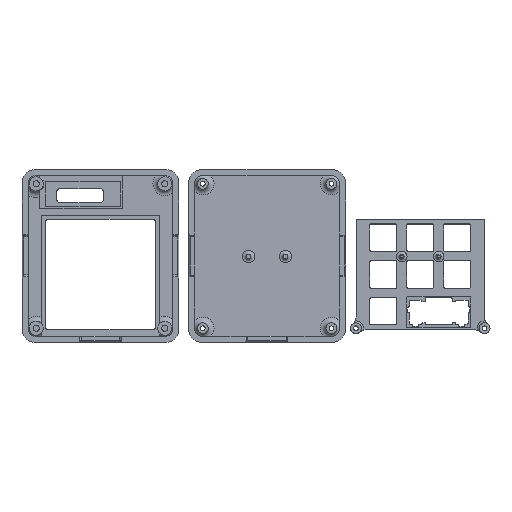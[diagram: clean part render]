
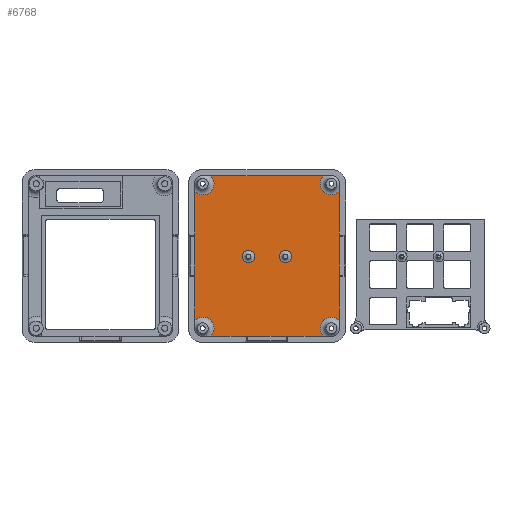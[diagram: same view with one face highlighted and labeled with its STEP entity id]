
A CAD part, top view. The second image highlights one B-rep face of the part: STEP entity #6768.
In plain terms, the highlighted planar face has unit normal (0, 0, 1).
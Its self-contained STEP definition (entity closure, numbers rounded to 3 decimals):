
#137=FACE_BOUND('',#933,.T.);
#138=FACE_BOUND('',#934,.T.);
#194=PLANE('',#7215);
#535=FACE_OUTER_BOUND('',#932,.T.);
#932=EDGE_LOOP('',(#4728,#4729,#4730,#4731,#4732,#4733,#4734,#4735,#4736,
#4737));
#933=EDGE_LOOP('',(#4738));
#934=EDGE_LOOP('',(#4739));
#1343=LINE('',#9850,#1961);
#1345=LINE('',#9876,#1963);
#1353=LINE('',#9925,#1971);
#1355=LINE('',#9954,#1973);
#1961=VECTOR('',#7840,10.);
#1963=VECTOR('',#7844,10.);
#1971=VECTOR('',#7862,10.);
#1973=VECTOR('',#7866,10.);
#2593=CIRCLE('',#7171,5.8);
#2594=CIRCLE('',#7172,5.8);
#2597=CIRCLE('',#7177,5.8);
#2598=CIRCLE('',#7178,5.8);
#2601=CIRCLE('',#7183,5.8);
#2604=CIRCLE('',#7188,5.8);
#2615=CIRCLE('',#7212,3.2);
#2617=CIRCLE('',#7216,3.2);
#2889=VERTEX_POINT('',#9838);
#2890=VERTEX_POINT('',#9849);
#2892=VERTEX_POINT('',#9864);
#2893=VERTEX_POINT('',#9875);
#2906=VERTEX_POINT('',#9915);
#2907=VERTEX_POINT('',#9924);
#2910=VERTEX_POINT('',#9942);
#2911=VERTEX_POINT('',#9953);
#2926=VERTEX_POINT('',#10008);
#2928=VERTEX_POINT('',#10017);
#2946=VERTEX_POINT('',#10112);
#2948=VERTEX_POINT('',#10120);
#3546=EDGE_CURVE('',#2889,#2890,#1343,.F.);
#3550=EDGE_CURVE('',#2892,#2893,#1345,.T.);
#3565=EDGE_CURVE('',#2906,#2907,#1353,.T.);
#3570=EDGE_CURVE('',#2910,#2911,#1355,.F.);
#3592=EDGE_CURVE('',#2926,#2910,#2593,.T.);
#3593=EDGE_CURVE('',#2890,#2926,#2594,.T.);
#3597=EDGE_CURVE('',#2928,#2889,#2597,.T.);
#3599=EDGE_CURVE('',#2893,#2928,#2598,.T.);
#3603=EDGE_CURVE('',#2907,#2892,#2601,.T.);
#3608=EDGE_CURVE('',#2911,#2906,#2604,.T.);
#3635=EDGE_CURVE('',#2946,#2946,#2615,.T.);
#3638=EDGE_CURVE('',#2948,#2948,#2617,.T.);
#4728=ORIENTED_EDGE('',*,*,#3608,.F.);
#4729=ORIENTED_EDGE('',*,*,#3570,.F.);
#4730=ORIENTED_EDGE('',*,*,#3592,.F.);
#4731=ORIENTED_EDGE('',*,*,#3593,.F.);
#4732=ORIENTED_EDGE('',*,*,#3546,.F.);
#4733=ORIENTED_EDGE('',*,*,#3597,.F.);
#4734=ORIENTED_EDGE('',*,*,#3599,.F.);
#4735=ORIENTED_EDGE('',*,*,#3550,.F.);
#4736=ORIENTED_EDGE('',*,*,#3603,.F.);
#4737=ORIENTED_EDGE('',*,*,#3565,.F.);
#4738=ORIENTED_EDGE('',*,*,#3635,.F.);
#4739=ORIENTED_EDGE('',*,*,#3638,.F.);
#6768=ADVANCED_FACE('',(#535,#137,#138),#194,.T.);
#7171=AXIS2_PLACEMENT_3D('',#10010,#7921,#7922);
#7172=AXIS2_PLACEMENT_3D('',#10011,#7923,#7924);
#7177=AXIS2_PLACEMENT_3D('',#10019,#7934,#7935);
#7178=AXIS2_PLACEMENT_3D('',#10032,#7936,#7937);
#7183=AXIS2_PLACEMENT_3D('',#10039,#7947,#7948);
#7188=AXIS2_PLACEMENT_3D('',#10058,#7958,#7959);
#7212=AXIS2_PLACEMENT_3D('',#10114,#8022,#8023);
#7215=AXIS2_PLACEMENT_3D('',#10119,#8029,#8030);
#7216=AXIS2_PLACEMENT_3D('',#10121,#8031,#8032);
#7840=DIRECTION('',(0.,-1.,0.));
#7844=DIRECTION('',(-1.,0.,0.));
#7862=DIRECTION('',(0.,-1.,0.));
#7866=DIRECTION('',(-1.,0.,0.));
#7921=DIRECTION('center_axis',(0.,0.,1.));
#7922=DIRECTION('ref_axis',(-1.,0.,0.));
#7923=DIRECTION('center_axis',(0.,0.,1.));
#7924=DIRECTION('ref_axis',(-1.,0.,0.));
#7934=DIRECTION('center_axis',(0.,0.,1.));
#7935=DIRECTION('ref_axis',(-1.,0.,0.));
#7936=DIRECTION('center_axis',(0.,0.,1.));
#7937=DIRECTION('ref_axis',(-1.,0.,0.));
#7947=DIRECTION('center_axis',(0.,0.,1.));
#7948=DIRECTION('ref_axis',(-1.,0.,0.));
#7958=DIRECTION('center_axis',(0.,0.,1.));
#7959=DIRECTION('ref_axis',(-1.,0.,0.));
#8022=DIRECTION('center_axis',(0.,0.,1.));
#8023=DIRECTION('ref_axis',(-1.,0.,0.));
#8029=DIRECTION('center_axis',(0.,0.,1.));
#8030=DIRECTION('ref_axis',(1.,0.,0.));
#8031=DIRECTION('center_axis',(0.,0.,1.));
#8032=DIRECTION('ref_axis',(-1.,0.,0.));
#9838=CARTESIAN_POINT('',(-37.3,-33.198,-3.8));
#9849=CARTESIAN_POINT('',(-37.3,33.198,-3.8));
#9850=CARTESIAN_POINT('',(-37.3,18.9,-3.8));
#9864=CARTESIAN_POINT('',(29.098,-41.4,-3.8));
#9875=CARTESIAN_POINT('',(-29.098,-41.4,-3.8));
#9876=CARTESIAN_POINT('',(-16.85,-41.4,-3.8));
#9915=CARTESIAN_POINT('',(37.3,33.198,-3.8));
#9924=CARTESIAN_POINT('',(37.3,-33.198,-3.8));
#9925=CARTESIAN_POINT('',(37.3,-18.9,-3.8));
#9942=CARTESIAN_POINT('',(-29.098,41.4,-3.8));
#9953=CARTESIAN_POINT('',(29.098,41.4,-3.8));
#9954=CARTESIAN_POINT('',(16.85,41.4,-3.8));
#10008=CARTESIAN_POINT('',(-27.4,37.3,-3.8));
#10010=CARTESIAN_POINT('Origin',(-33.2,37.3,-3.8));
#10011=CARTESIAN_POINT('Origin',(-33.2,37.3,-3.8));
#10017=CARTESIAN_POINT('',(-27.4,-37.3,-3.8));
#10019=CARTESIAN_POINT('Origin',(-33.2,-37.3,-3.8));
#10032=CARTESIAN_POINT('Origin',(-33.2,-37.3,-3.8));
#10039=CARTESIAN_POINT('Origin',(33.2,-37.3,-3.8));
#10058=CARTESIAN_POINT('Origin',(33.2,37.3,-3.8));
#10112=CARTESIAN_POINT('',(12.725,-0.25,-3.8));
#10114=CARTESIAN_POINT('Origin',(9.525,-0.25,-3.8));
#10119=CARTESIAN_POINT('Origin',(0.,0.,-3.8));
#10120=CARTESIAN_POINT('',(-6.325,-0.25,-3.8));
#10121=CARTESIAN_POINT('Origin',(-9.525,-0.25,-3.8));
